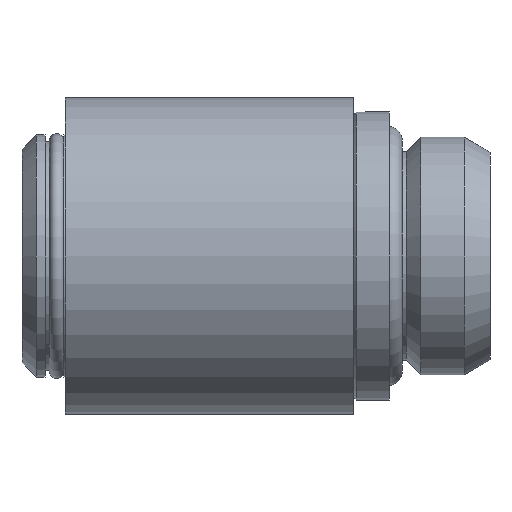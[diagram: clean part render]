
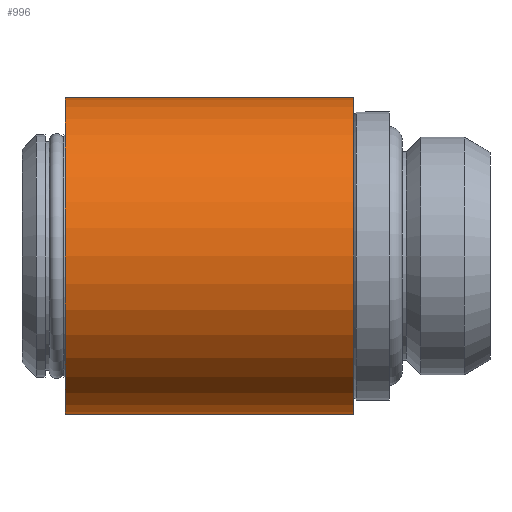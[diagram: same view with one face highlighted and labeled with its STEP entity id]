
A CAD part, left-side view. The second image highlights one B-rep face of the part: STEP entity #996.
In plain terms, the highlighted cylindrical face has radius 11 mm (diameter 22 mm), a partial arc.
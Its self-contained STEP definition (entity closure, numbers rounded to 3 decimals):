
#360 = EDGE_CURVE ( 'NONE', #382, #408, #2230, .T. ) ;
#382 = VERTEX_POINT ( 'NONE', #2707 ) ;
#398 = VERTEX_POINT ( 'NONE', #2806 ) ;
#408 = VERTEX_POINT ( 'NONE', #2809 ) ;
#443 = VERTEX_POINT ( 'NONE', #3158 ) ;
#452 = EDGE_CURVE ( 'NONE', #443, #398, #3108, .T. ) ;
#984 = ORIENTED_EDGE ( 'NONE', *, *, #360, .T. ) ;
#985 = ORIENTED_EDGE ( 'NONE', *, *, #986, .T. ) ;
#986 = EDGE_CURVE ( 'NONE', #408, #398, #2406, .T. ) ;
#991 = EDGE_CURVE ( 'NONE', #443, #382, #2410, .T. ) ;
#996 = ADVANCED_FACE ( 'NONE', ( #2418 ), #2431, .T. ) ;
#997 = EDGE_LOOP ( 'NONE', ( #998, #999, #984, #985 ) ) ;
#998 = ORIENTED_EDGE ( 'NONE', *, *, #452, .F. ) ;
#999 = ORIENTED_EDGE ( 'NONE', *, *, #991, .T. ) ;
#2230 = LINE ( 'NONE', #2237, #2246 ) ;
#2237 = CARTESIAN_POINT ( 'NONE',  ( 0., 33.086, 11. ) ) ;
#2245 = DIRECTION ( 'NONE',  ( 0., 1., 0. ) ) ;
#2246 = VECTOR ( 'NONE', #2245, 1000. ) ;
#2397 = CARTESIAN_POINT ( 'NONE',  ( 0., 29.5, 0. ) ) ;
#2398 = DIRECTION ( 'NONE',  ( 0., 0., -1. ) ) ;
#2399 = DIRECTION ( 'NONE',  ( 0., -1., 0. ) ) ;
#2405 = AXIS2_PLACEMENT_3D ( 'NONE', #2397, #2399, #2398 ) ;
#2406 = CIRCLE ( 'NONE', #2405, 11. ) ;
#2407 = DIRECTION ( 'NONE',  ( 0., 0., 1. ) ) ;
#2408 = DIRECTION ( 'NONE',  ( 0., 1., 0. ) ) ;
#2409 = AXIS2_PLACEMENT_3D ( 'NONE', #2412, #2408, #2407 ) ;
#2410 = CIRCLE ( 'NONE', #2409, 11. ) ;
#2412 = CARTESIAN_POINT ( 'NONE',  ( 0., 9.5, 0. ) ) ;
#2418 = FACE_OUTER_BOUND ( 'NONE', #997, .T. ) ;
#2425 = AXIS2_PLACEMENT_3D ( 'NONE', #2435, #2434, #2433 ) ;
#2431 = CYLINDRICAL_SURFACE ( 'NONE', #2425, 11. ) ;
#2433 = DIRECTION ( 'NONE',  ( 0., 0., 1. ) ) ;
#2434 = DIRECTION ( 'NONE',  ( 0., 1., 0. ) ) ;
#2435 = CARTESIAN_POINT ( 'NONE',  ( 0., 33.086, 0. ) ) ;
#2707 = CARTESIAN_POINT ( 'NONE',  ( 0., 9.5, 11. ) ) ;
#2806 = CARTESIAN_POINT ( 'NONE',  ( 0., 29.5, -11. ) ) ;
#2809 = CARTESIAN_POINT ( 'NONE',  ( 0., 29.5, 11. ) ) ;
#3105 = DIRECTION ( 'NONE',  ( 0., 1., 0. ) ) ;
#3106 = VECTOR ( 'NONE', #3105, 1000. ) ;
#3107 = CARTESIAN_POINT ( 'NONE',  ( 0., 33.086, -11. ) ) ;
#3108 = LINE ( 'NONE', #3107, #3106 ) ;
#3158 = CARTESIAN_POINT ( 'NONE',  ( 0., 9.5, -11. ) ) ;
